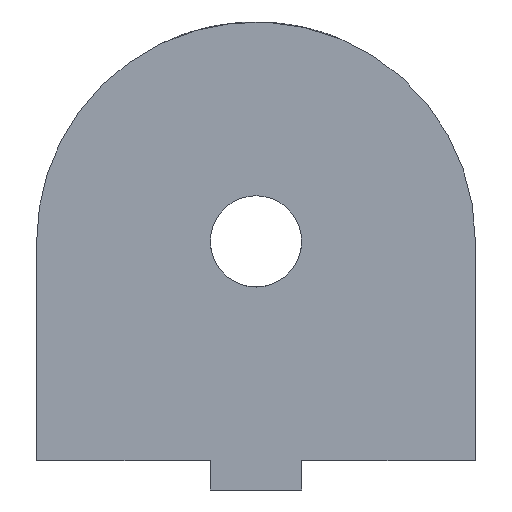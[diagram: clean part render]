
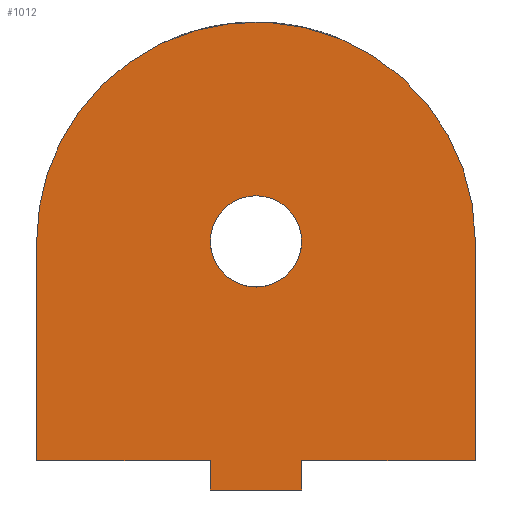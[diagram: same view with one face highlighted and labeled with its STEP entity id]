
A CAD part, front view. The second image highlights one B-rep face of the part: STEP entity #1012.
In plain terms, the highlighted planar face has unit normal (0, -1, 0).
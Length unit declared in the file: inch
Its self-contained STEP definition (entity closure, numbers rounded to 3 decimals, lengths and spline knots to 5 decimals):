
#135=CARTESIAN_POINT('',(-0.53033,-0.75,1.28033));
#136=VERTEX_POINT('',#135);
#145=CARTESIAN_POINT('',(0.75,-0.75,0.75));
#146=VERTEX_POINT('',#145);
#147=CARTESIAN_POINT('',(0.0,-0.75,0.75));
#148=DIRECTION('',(0.,-1.0,0.));
#149=DIRECTION('',(0.707,0.,0.707));
#150=AXIS2_PLACEMENT_3D('',#147,#148,#149);
#151=CIRCLE('',#150,0.75);
#152=EDGE_CURVE('',#146,#136,#151,.T.);
#305=CARTESIAN_POINT('',(0.156,-0.75,0.75));
#306=VERTEX_POINT('',#305);
#344=CARTESIAN_POINT('',(-0.156,-0.75,0.75));
#345=VERTEX_POINT('',#344);
#352=CARTESIAN_POINT('',(0.0,-0.75,0.75));
#353=DIRECTION('',(0.0,1.0,0.0));
#354=DIRECTION('',(1.0,0.0,0.0));
#355=AXIS2_PLACEMENT_3D('',#352,#353,#354);
#356=CIRCLE('',#355,0.156);
#357=EDGE_CURVE('',#306,#345,#356,.T.);
#564=CARTESIAN_POINT('',(0.0,-0.75,0.75));
#565=DIRECTION('',(0.0,1.0,0.0));
#566=DIRECTION('',(1.0,0.0,0.0));
#567=AXIS2_PLACEMENT_3D('',#564,#565,#566);
#568=CIRCLE('',#567,0.156);
#569=EDGE_CURVE('',#345,#306,#568,.T.);
#729=CARTESIAN_POINT('',(0.75,-0.75,0.));
#730=VERTEX_POINT('',#729);
#737=CARTESIAN_POINT('',(0.156,-0.75,0.));
#738=VERTEX_POINT('',#737);
#739=CARTESIAN_POINT('',(0.156,-0.75,0.));
#740=DIRECTION('',(1.0,0.0,0.0));
#741=VECTOR('',#740,0.594);
#742=LINE('',#739,#741);
#743=EDGE_CURVE('',#738,#730,#742,.T.);
#761=CARTESIAN_POINT('',(-0.156,-0.75,0.));
#762=VERTEX_POINT('',#761);
#769=CARTESIAN_POINT('',(-0.75,-0.75,0.));
#770=VERTEX_POINT('',#769);
#771=CARTESIAN_POINT('',(-0.75,-0.75,0.));
#772=DIRECTION('',(1.0,0.0,0.0));
#773=VECTOR('',#772,0.594);
#774=LINE('',#771,#773);
#775=EDGE_CURVE('',#770,#762,#774,.T.);
#811=CARTESIAN_POINT('',(-0.156,-0.75,-0.1));
#812=VERTEX_POINT('',#811);
#819=CARTESIAN_POINT('',(-0.156,-0.75,-0.1));
#820=DIRECTION('',(0.0,0.0,1.0));
#821=VECTOR('',#820,0.1);
#822=LINE('',#819,#821);
#823=EDGE_CURVE('',#812,#762,#822,.T.);
#842=CARTESIAN_POINT('',(0.156,-0.75,-0.1));
#843=VERTEX_POINT('',#842);
#850=CARTESIAN_POINT('',(0.156,-0.75,-0.1));
#851=DIRECTION('',(-1.0,0.0,0.0));
#852=VECTOR('',#851,0.312);
#853=LINE('',#850,#852);
#854=EDGE_CURVE('',#843,#812,#853,.T.);
#872=CARTESIAN_POINT('',(0.156,-0.75,0.));
#873=DIRECTION('',(0.0,0.0,-1.0));
#874=VECTOR('',#873,0.1);
#875=LINE('',#872,#874);
#876=EDGE_CURVE('',#738,#843,#875,.T.);
#906=CARTESIAN_POINT('',(0.75,-0.75,0.));
#907=DIRECTION('',(0.0,0.0,1.0));
#908=VECTOR('',#907,0.75);
#909=LINE('',#906,#908);
#910=EDGE_CURVE('',#730,#146,#909,.T.);
#931=CARTESIAN_POINT('',(-0.75,-0.75,0.75));
#932=VERTEX_POINT('',#931);
#939=CARTESIAN_POINT('',(0.0,-0.75,0.75));
#940=DIRECTION('',(0.,-1.0,0.));
#941=DIRECTION('',(0.707,0.,0.707));
#942=AXIS2_PLACEMENT_3D('',#939,#940,#941);
#943=CIRCLE('',#942,0.75);
#944=EDGE_CURVE('',#136,#932,#943,.T.);
#961=CARTESIAN_POINT('',(-0.75,-0.75,0.75));
#962=DIRECTION('',(0.0,0.0,-1.0));
#963=VECTOR('',#962,0.75);
#964=LINE('',#961,#963);
#965=EDGE_CURVE('',#932,#770,#964,.T.);
#992=CARTESIAN_POINT('',(0.0,-0.75,0.79438));
#993=DIRECTION('',(0.0,1.0,0.0));
#994=DIRECTION('',(-1.0,0.0,0.0));
#995=AXIS2_PLACEMENT_3D('',#992,#993,#994);
#996=PLANE('',#995);
#997=ORIENTED_EDGE('',*,*,#775,.T.);
#998=ORIENTED_EDGE('',*,*,#823,.F.);
#999=ORIENTED_EDGE('',*,*,#854,.F.);
#1000=ORIENTED_EDGE('',*,*,#876,.F.);
#1001=ORIENTED_EDGE('',*,*,#743,.T.);
#1002=ORIENTED_EDGE('',*,*,#910,.T.);
#1003=ORIENTED_EDGE('',*,*,#152,.T.);
#1004=ORIENTED_EDGE('',*,*,#944,.T.);
#1005=ORIENTED_EDGE('',*,*,#965,.T.);
#1006=EDGE_LOOP('',(#997,#998,#999,#1000,#1001,#1002,#1003,#1004,#1005));
#1007=FACE_OUTER_BOUND('',#1006,.T.);
#1008=ORIENTED_EDGE('',*,*,#357,.T.);
#1009=ORIENTED_EDGE('',*,*,#569,.T.);
#1010=EDGE_LOOP('',(#1008,#1009));
#1011=FACE_BOUND('',#1010,.T.);
#1012=ADVANCED_FACE('',(#1007,#1011),#996,.F.);
